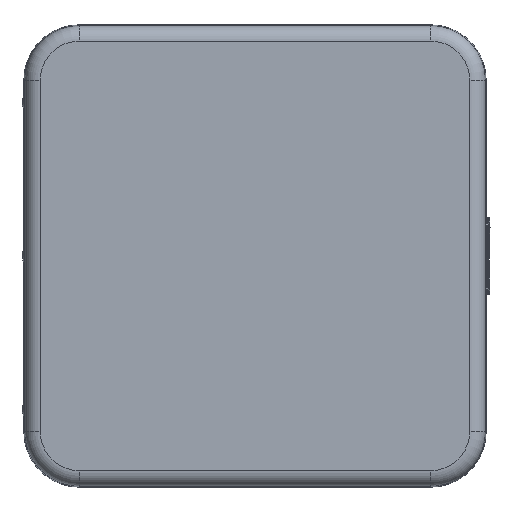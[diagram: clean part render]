
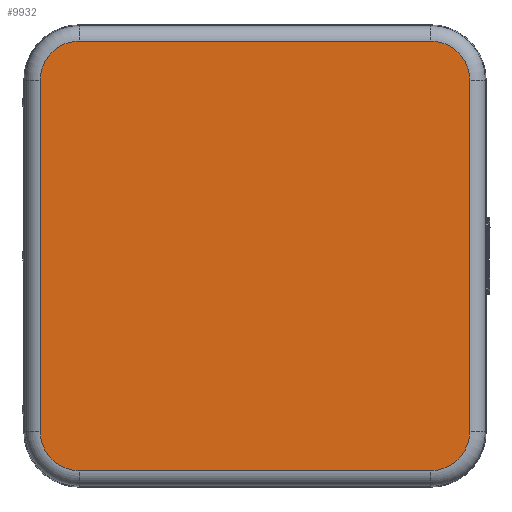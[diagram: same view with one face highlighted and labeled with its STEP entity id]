
A CAD part, top view. The second image highlights one B-rep face of the part: STEP entity #9932.
In plain terms, the highlighted planar face has unit normal (0, 0, 1).
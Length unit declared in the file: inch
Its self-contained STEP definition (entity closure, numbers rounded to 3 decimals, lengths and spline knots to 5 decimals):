
#686=LINE($,#17927,#1389);
#688=LINE($,#17947,#1391);
#691=LINE($,#17954,#1394);
#693=LINE($,#17969,#1396);
#1389=VECTOR($,#13311,5.713);
#1391=VECTOR($,#13335,5.713);
#1394=VECTOR($,#13342,5.713);
#1396=VECTOR($,#13362,5.713);
#1860=PLANE($,#10950);
#2870=FACE_OUTER_BOUND($,#3605,.T.);
#3605=EDGE_LOOP($,(#8465,#8466,#8467,#8468,#8469,#8470,#8471,#8472));
#4230=CIRCLE($,#10925,0.63807);
#4234=CIRCLE($,#10930,0.63807);
#4238=CIRCLE($,#10937,0.63807);
#4242=CIRCLE($,#10942,0.63807);
#5024=VERTEX_POINT($,#17924);
#5025=VERTEX_POINT($,#17926);
#5028=VERTEX_POINT($,#17933);
#5029=VERTEX_POINT($,#17938);
#5032=VERTEX_POINT($,#17945);
#5033=VERTEX_POINT($,#17950);
#5036=VERTEX_POINT($,#17957);
#5037=VERTEX_POINT($,#17962);
#6225=EDGE_CURVE($,#5024,#5025,#686,.T.);
#6229=EDGE_CURVE($,#5028,#5024,#4230,.T.);
#6233=EDGE_CURVE($,#5025,#5029,#4234,.T.);
#6235=EDGE_CURVE($,#5032,#5028,#688,.T.);
#6239=EDGE_CURVE($,#5029,#5033,#691,.T.);
#6241=EDGE_CURVE($,#5036,#5032,#4238,.T.);
#6245=EDGE_CURVE($,#5033,#5037,#4242,.T.);
#6247=EDGE_CURVE($,#5037,#5036,#693,.T.);
#8465=ORIENTED_EDGE($,*,*,#6225,.F.);
#8466=ORIENTED_EDGE($,*,*,#6229,.F.);
#8467=ORIENTED_EDGE($,*,*,#6235,.F.);
#8468=ORIENTED_EDGE($,*,*,#6241,.F.);
#8469=ORIENTED_EDGE($,*,*,#6247,.F.);
#8470=ORIENTED_EDGE($,*,*,#6245,.F.);
#8471=ORIENTED_EDGE($,*,*,#6239,.F.);
#8472=ORIENTED_EDGE($,*,*,#6233,.F.);
#9932=ADVANCED_FACE($,(#2870),#1860,.T.);
#10925=AXIS2_PLACEMENT_3D($,#17935,#13319,#13320);
#10930=AXIS2_PLACEMENT_3D($,#17942,#13329,#13330);
#10937=AXIS2_PLACEMENT_3D($,#17959,#13347,#13348);
#10942=AXIS2_PLACEMENT_3D($,#17966,#13357,#13358);
#10950=AXIS2_PLACEMENT_3D($,#17988,#13382,#13383);
#13311=DIRECTION($,(1.,0.,0.));
#13319=DIRECTION('center_axis',(0.,0.,-1.));
#13320=DIRECTION('ref_axis',(-0.707,0.707,0.));
#13329=DIRECTION('center_axis',(0.,0.,-1.));
#13330=DIRECTION('ref_axis',(0.707,0.707,0.));
#13335=DIRECTION($,(0.,1.,0.));
#13342=DIRECTION($,(0.,-1.,0.));
#13347=DIRECTION('center_axis',(0.,0.,-1.));
#13348=DIRECTION('ref_axis',(-0.707,-0.707,0.));
#13357=DIRECTION('center_axis',(0.,0.,-1.));
#13358=DIRECTION('ref_axis',(0.707,-0.707,0.));
#13362=DIRECTION($,(-1.,0.,0.));
#13382=DIRECTION('center_axis',(0.,0.,1.));
#13383=DIRECTION('ref_axis',(1.,0.,0.));
#17924=CARTESIAN_POINT('',(-2.8565,3.49457,0.76));
#17926=CARTESIAN_POINT('',(2.8565,3.49457,0.76));
#17927=CARTESIAN_POINT($,(-2.8565,3.49457,0.76));
#17933=CARTESIAN_POINT('',(-3.49457,2.8565,0.76));
#17935=CARTESIAN_POINT('Origin',(-2.8565,2.8565,0.76));
#17938=CARTESIAN_POINT('',(3.49457,2.8565,0.76));
#17942=CARTESIAN_POINT('Origin',(2.8565,2.8565,0.76));
#17945=CARTESIAN_POINT('',(-3.49457,-2.8565,0.76));
#17947=CARTESIAN_POINT($,(-3.49457,-2.8565,0.76));
#17950=CARTESIAN_POINT('',(3.49457,-2.8565,0.76));
#17954=CARTESIAN_POINT($,(3.49457,2.8565,0.76));
#17957=CARTESIAN_POINT('',(-2.8565,-3.49457,0.76));
#17959=CARTESIAN_POINT('Origin',(-2.8565,-2.8565,0.76));
#17962=CARTESIAN_POINT('',(2.8565,-3.49457,0.76));
#17966=CARTESIAN_POINT('Origin',(2.8565,-2.8565,0.76));
#17969=CARTESIAN_POINT($,(2.8565,-3.49457,0.76));
#17988=CARTESIAN_POINT('Origin',(0.,0.,0.76));
